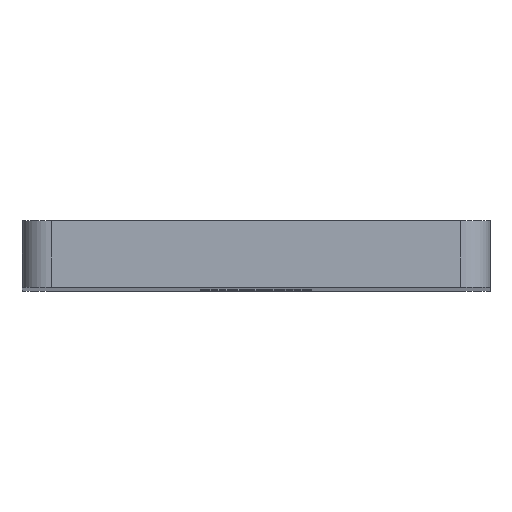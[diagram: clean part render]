
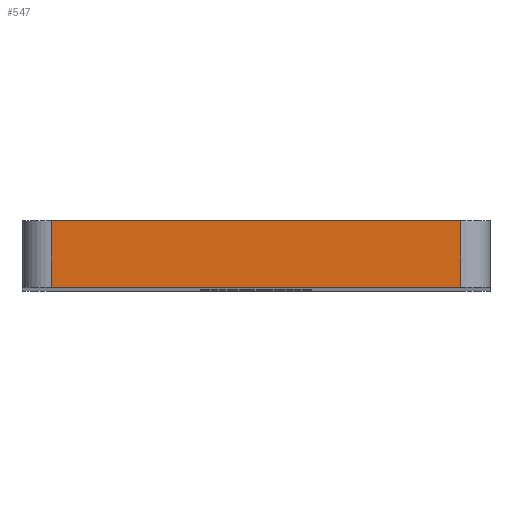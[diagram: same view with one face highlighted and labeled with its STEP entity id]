
A CAD part, top view. The second image highlights one B-rep face of the part: STEP entity #547.
In plain terms, the highlighted planar face has unit normal (0, 0, 1).
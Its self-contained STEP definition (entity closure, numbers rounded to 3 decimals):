
#41 = VECTOR ( 'NONE', #177, 1000. ) ;
#55 = LINE ( 'NONE', #85, #309 ) ;
#60 = CARTESIAN_POINT ( 'NONE',  ( 0., 2.286, 0. ) ) ;
#66 = AXIS2_PLACEMENT_3D ( 'NONE', #60, #268, #436 ) ;
#85 = CARTESIAN_POINT ( 'NONE',  ( 15., 2.286, 0. ) ) ;
#105 = CARTESIAN_POINT ( 'NONE',  ( 1., 0., 0. ) ) ;
#108 = DIRECTION ( 'NONE',  ( 0., 1., 0. ) ) ;
#117 = PLANE ( 'NONE',  #66 ) ;
#125 = VECTOR ( 'NONE', #229, 1000. ) ;
#165 = CARTESIAN_POINT ( 'NONE',  ( 0., 0., 0. ) ) ;
#174 = FACE_OUTER_BOUND ( 'NONE', #343, .T. ) ;
#177 = DIRECTION ( 'NONE',  ( -1., 0., 0. ) ) ;
#196 = EDGE_CURVE ( 'NONE', #687, #711, #234, .T. ) ;
#210 = CARTESIAN_POINT ( 'NONE',  ( 15., 0., 0. ) ) ;
#227 = CARTESIAN_POINT ( 'NONE',  ( 0., 2.286, 0. ) ) ;
#229 = DIRECTION ( 'NONE',  ( 0., -1., 0. ) ) ;
#234 = LINE ( 'NONE', #227, #41 ) ;
#241 = VECTOR ( 'NONE', #671, 1000. ) ;
#253 = LINE ( 'NONE', #165, #241 ) ;
#268 = DIRECTION ( 'NONE',  ( 0., 0., 1. ) ) ;
#275 = EDGE_CURVE ( 'NONE', #333, #540, #253, .T. ) ;
#309 = VECTOR ( 'NONE', #108, 1000. ) ;
#326 = ORIENTED_EDGE ( 'NONE', *, *, #661, .T. ) ;
#333 = VERTEX_POINT ( 'NONE', #210 ) ;
#343 = EDGE_LOOP ( 'NONE', ( #657, #498, #577, #326 ) ) ;
#384 = LINE ( 'NONE', #397, #125 ) ;
#397 = CARTESIAN_POINT ( 'NONE',  ( 1., 2.286, 0. ) ) ;
#436 = DIRECTION ( 'NONE',  ( 1., 0., 0. ) ) ;
#498 = ORIENTED_EDGE ( 'NONE', *, *, #531, .T. ) ;
#531 = EDGE_CURVE ( 'NONE', #333, #687, #55, .T. ) ;
#540 = VERTEX_POINT ( 'NONE', #105 ) ;
#547 = ADVANCED_FACE ( 'NONE', ( #174 ), #117, .T. ) ;
#577 = ORIENTED_EDGE ( 'NONE', *, *, #196, .T. ) ;
#608 = CARTESIAN_POINT ( 'NONE',  ( 15., 2.286, 0. ) ) ;
#657 = ORIENTED_EDGE ( 'NONE', *, *, #275, .F. ) ;
#661 = EDGE_CURVE ( 'NONE', #711, #540, #384, .T. ) ;
#671 = DIRECTION ( 'NONE',  ( -1., 0., 0. ) ) ;
#680 = CARTESIAN_POINT ( 'NONE',  ( 1., 2.286, 0. ) ) ;
#687 = VERTEX_POINT ( 'NONE', #608 ) ;
#711 = VERTEX_POINT ( 'NONE', #680 ) ;
